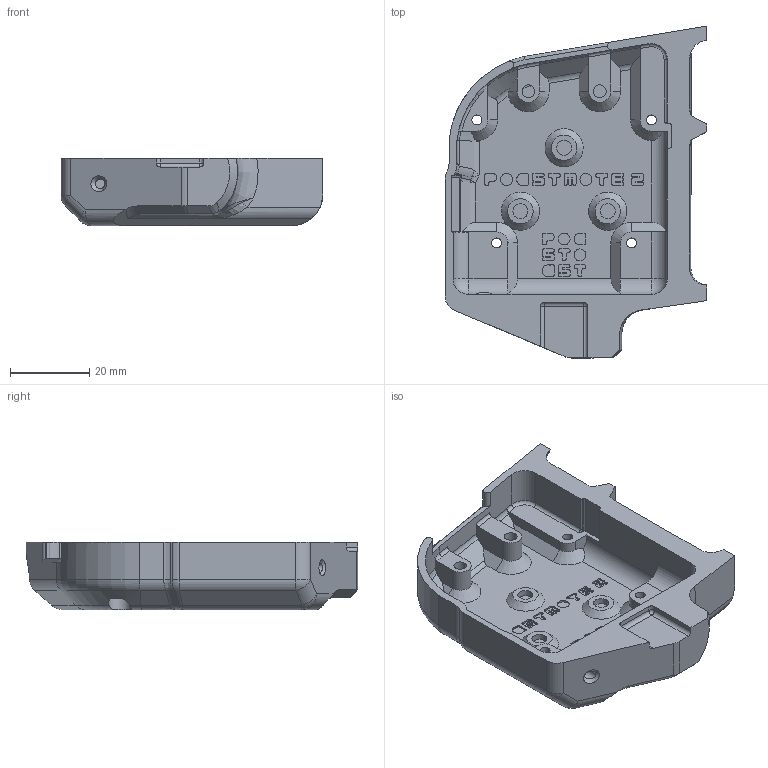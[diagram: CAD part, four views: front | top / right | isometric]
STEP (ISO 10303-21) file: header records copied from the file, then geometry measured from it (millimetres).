
FILE_DESCRIPTION(('HOOPS Exchange Step'),'2;1');
FILE_NAME('temp_export','2021-11-10T19:52:38+19:00',('poastoast'),('Shapr3D Limited'),'HOOPS Exchange 2021.1','Shapr3D','Authorized');
FILE_SCHEMA( ('AP203_CONFIGURATION_CONTROLLED_3D_DESIGN_OF_MECHANICAL_PARTS_AND_ASSEMBLIES_MIM_LF') );
Length unit declared in the file: millimetre
Products named in the file (6): 0; 6BE155C5-B6C3-4884-829D-C014D5E631B4.tmp
Assembly tree (5 placements, depth 2):
  6BE155C5-B6C3-4884-829D-C014D5E631B4.tmp
    0
    0
    0
    0
    0
Bounding box: 66 x 83.67 x 17 mm (x, y, z)
Volume: 26628.5 mm3; surface area: 15744.2 mm2
Topology: 1 solids, 1 shells, 518 faces, 1416 edges, 916 vertices
Faces by surface type: cylinder 239, plane 219, bspline 20, cone 16, torus 15, sphere 9
Full cylindrical faces by diameter (mm): 2.4 x1, 2.5 x4, 3 x4, 3.2 x2, 3.8 x3, 5.6 x3
Entity records: 22112 total; most frequent: CARTESIAN_POINT 8608, DIRECTION 2889, ORIENTED_EDGE 2810, EDGE_CURVE 1405, AXIS2_PLACEMENT_3D 1059, VERTEX_POINT 916, VECTOR 771, LINE 771
